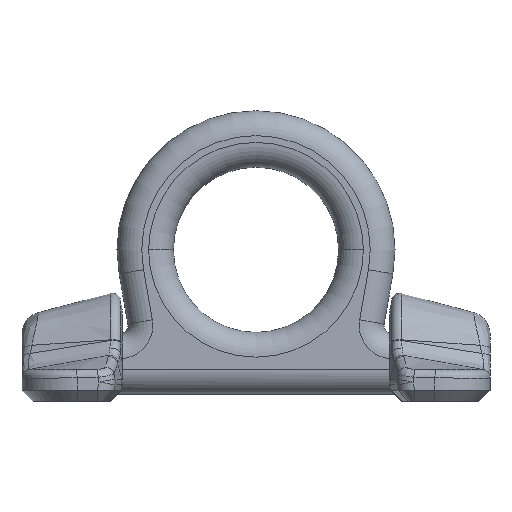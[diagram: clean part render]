
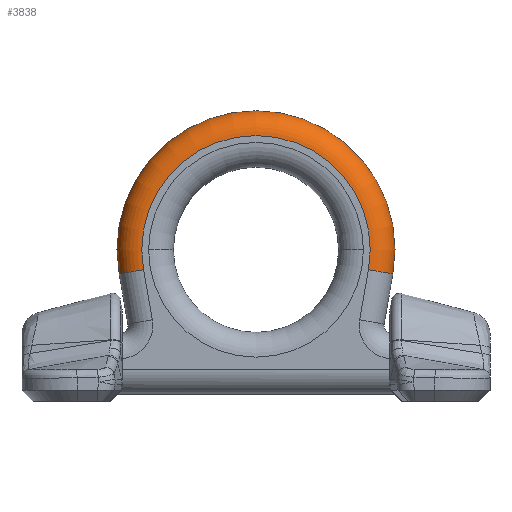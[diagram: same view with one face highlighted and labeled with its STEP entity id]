
A CAD part, left-side view. The second image highlights one B-rep face of the part: STEP entity #3838.
In plain terms, the highlighted toroidal (fillet/blend) face has major radius 41.5 mm and minor radius 9 mm.
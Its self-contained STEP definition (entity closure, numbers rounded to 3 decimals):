
#204=CARTESIAN_POINT('Vertex',(-10.25,-40.87,-7.206)) ;
#207=CARTESIAN_POINT('Axis2P3D Location',(-10.25,0.,0.)) ;
#211=CARTESIAN_POINT('Vertex',(-10.25,40.87,-7.206)) ;
#2000=CARTESIAN_POINT('Vertex',(-1.25,-49.733,-8.769)) ;
#2055=CARTESIAN_POINT('Vertex',(-1.25,49.733,-8.769)) ;
#2058=CARTESIAN_POINT('Axis2P3D Location',(-1.25,0.,0.)) ;
#3810=CARTESIAN_POINT('Axis2P3D Location',(-1.25,40.87,-7.206)) ;
#3822=CARTESIAN_POINT('Axis2P3D Location',(-1.25,0.,0.)) ;
#3827=CARTESIAN_POINT('Axis2P3D Location',(-1.25,-40.87,-7.206)) ;
#208=DIRECTION('Axis2P3D Direction',(1.,0.,0.)) ;
#2059=DIRECTION('Axis2P3D Direction',(1.,0.,0.)) ;
#3811=DIRECTION('Axis2P3D Direction',(0.,0.174,0.985)) ;
#3823=DIRECTION('Axis2P3D Direction',(-1.,0.,0.)) ;
#3824=DIRECTION('Axis2P3D XDirection',(0.,0.933,-0.359)) ;
#3828=DIRECTION('Axis2P3D Direction',(0.,0.174,-0.985)) ;
#209=AXIS2_PLACEMENT_3D('Circle Axis2P3D',#207,#208,$) ;
#2060=AXIS2_PLACEMENT_3D('Circle Axis2P3D',#2058,#2059,$) ;
#3812=AXIS2_PLACEMENT_3D('Circle Axis2P3D',#3810,#3811,$) ;
#3825=AXIS2_PLACEMENT_3D('Torus Axis2P3D',#3822,#3823,#3824) ;
#3829=AXIS2_PLACEMENT_3D('Circle Axis2P3D',#3827,#3828,$) ;
#3833=ORIENTED_EDGE('',*,*,#213,.T.) ;
#3834=ORIENTED_EDGE('',*,*,#3831,.T.) ;
#3835=ORIENTED_EDGE('',*,*,#2062,.F.) ;
#3836=ORIENTED_EDGE('',*,*,#3814,.F.) ;
#3838=ADVANCED_FACE('\X2\672C9AD4\X0\.5',(#3837),#3826,.T.) ;
#210=CIRCLE('generated circle',#209,41.5) ;
#2061=CIRCLE('generated circle',#2060,50.5) ;
#3813=CIRCLE('generated circle',#3812,9.) ;
#3830=CIRCLE('generated circle',#3829,9.) ;
#3826=TOROIDAL_SURFACE('homeo Torus',#3825,41.5,9.) ;
#213=EDGE_CURVE('',#212,#205,#210,.T.) ;
#2062=EDGE_CURVE('',#2056,#2001,#2061,.T.) ;
#3814=EDGE_CURVE('',#212,#2056,#3813,.F.) ;
#3831=EDGE_CURVE('',#205,#2001,#3830,.F.) ;
#3832=EDGE_LOOP('',(#3833,#3834,#3835,#3836)) ;
#3837=FACE_OUTER_BOUND('',#3832,.T.) ;
#205=VERTEX_POINT('',#204) ;
#212=VERTEX_POINT('',#211) ;
#2001=VERTEX_POINT('',#2000) ;
#2056=VERTEX_POINT('',#2055) ;
